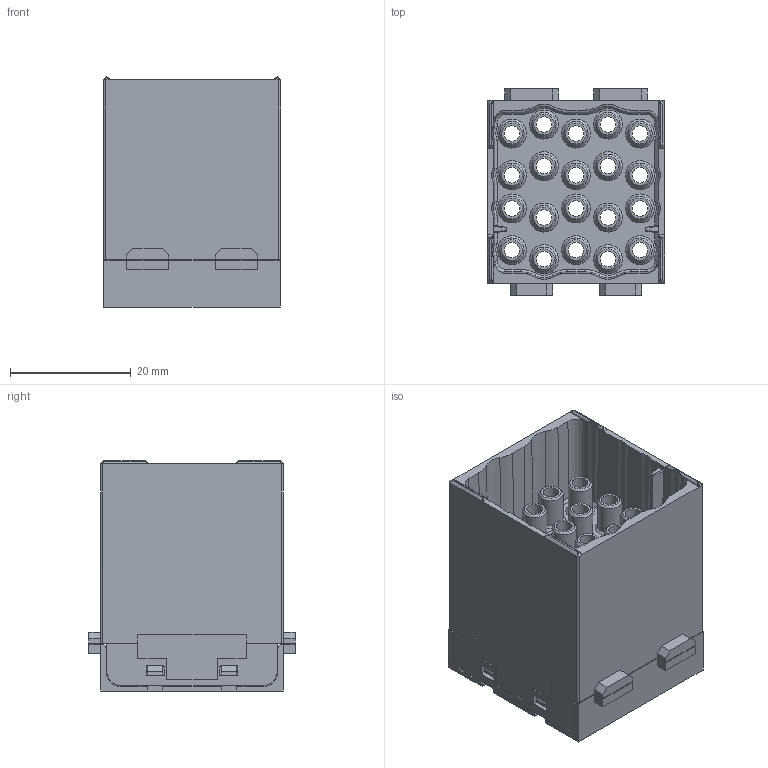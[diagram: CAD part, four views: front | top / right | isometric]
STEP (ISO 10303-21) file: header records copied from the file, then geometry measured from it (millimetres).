
FILE_DESCRIPTION(/* description */ (''),/* implementation_level */ '2;1');
FILE_NAME(/* name */ '100095324ugm000_c.stp',/* time_stamp */ '2017-09-28T17:24:22+02:00',/* author */ (''),/* organization */ (''),/* preprocessor_version */ 'ST-DEVELOPER v16',/* originating_system */ 'SIEMENS PLM Software NX 10.0',/* authorisation */ '');
FILE_SCHEMA (('AUTOMOTIVE_DESIGN { 1 0 10303 214 3 1 1 1 }'));
Length unit declared in the file: millimetre
Products named in the file (1): 100095324ugm000_c
Bounding box: 29.35 x 34.2 x 38.09 mm (x, y, z)
Volume: 13441 mm3; surface area: 22029.3 mm2
Topology: 1 solids, 1 shells, 1037 faces, 3662 edges, 3514 vertices
Faces by surface type: plane 633, cylinder 228, cone 136, bspline 36, sphere 4
Full cylindrical faces by diameter (mm): 2.6 x20, 4 x20, 4.8 x20
Entity records: 41646 total; most frequent: CARTESIAN_POINT 10673, ORIENTED_EDGE 5468, DIRECTION 5397, EDGE_CURVE 2734, LINE 2017, VECTOR 2017, VERTEX_POINT 1886, AXIS2_PLACEMENT_3D 1690
